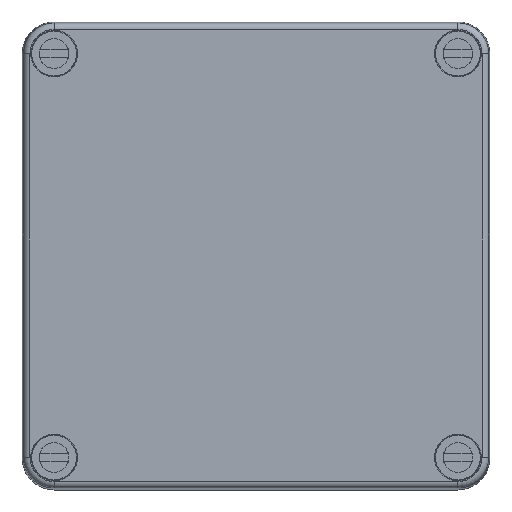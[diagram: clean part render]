
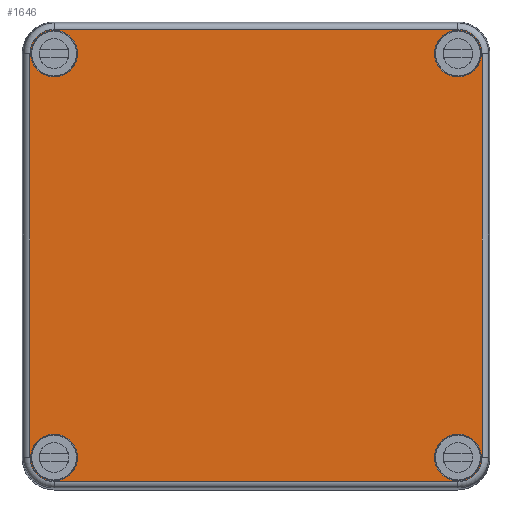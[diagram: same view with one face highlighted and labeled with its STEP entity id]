
A CAD part, top view. The second image highlights one B-rep face of the part: STEP entity #1646.
In plain terms, the highlighted planar face has unit normal (0, 0, 1).
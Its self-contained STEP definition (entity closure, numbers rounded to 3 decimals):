
#1646 = ADVANCED_FACE( '', ( #3499, #3500, #3501, #3502, #3503 ), #3504, .F. );
#3499 = FACE_BOUND( '', #5456, .T. );
#3500 = FACE_BOUND( '', #5457, .T. );
#3501 = FACE_BOUND( '', #5458, .T. );
#3502 = FACE_BOUND( '', #5459, .T. );
#3503 = FACE_OUTER_BOUND( '', #5460, .T. );
#3504 = PLANE( '', #5461 );
#5456 = EDGE_LOOP( '', ( #9890 ) );
#5457 = EDGE_LOOP( '', ( #9891 ) );
#5458 = EDGE_LOOP( '', ( #9892 ) );
#5459 = EDGE_LOOP( '', ( #9893 ) );
#5460 = EDGE_LOOP( '', ( #9894, #9895, #9896, #9897, #9898, #9899, #9900, #9901 ) );
#5461 = AXIS2_PLACEMENT_3D( '', #9902, #9903, #9904 );
#9890 = ORIENTED_EDGE( '', *, *, #12309, .F. );
#9891 = ORIENTED_EDGE( '', *, *, #11977, .F. );
#9892 = ORIENTED_EDGE( '', *, *, #12074, .F. );
#9893 = ORIENTED_EDGE( '', *, *, #12557, .F. );
#9894 = ORIENTED_EDGE( '', *, *, #12572, .T. );
#9895 = ORIENTED_EDGE( '', *, *, #12525, .F. );
#9896 = ORIENTED_EDGE( '', *, *, #12445, .T. );
#9897 = ORIENTED_EDGE( '', *, *, #12195, .T. );
#9898 = ORIENTED_EDGE( '', *, *, #11611, .F. );
#9899 = ORIENTED_EDGE( '', *, *, #12402, .T. );
#9900 = ORIENTED_EDGE( '', *, *, #12277, .F. );
#9901 = ORIENTED_EDGE( '', *, *, #11621, .F. );
#9902 = CARTESIAN_POINT( '', ( -53.173, 47.5, 39. ) );
#9903 = DIRECTION( '', ( 0., 0., -1. ) );
#9904 = DIRECTION( '', ( -1., 0., 0. ) );
#11611 = EDGE_CURVE( '', #14075, #14077, #14078, .T. );
#11621 = EDGE_CURVE( '', #14091, #14087, #14093, .T. );
#11977 = EDGE_CURVE( '', #14625, #14625, #14626, .T. );
#12074 = EDGE_CURVE( '', #14757, #14757, #14758, .T. );
#12195 = EDGE_CURVE( '', #14921, #14077, #14922, .T. );
#12277 = EDGE_CURVE( '', #14087, #15033, #15034, .T. );
#12309 = EDGE_CURVE( '', #15076, #15076, #15077, .T. );
#12402 = EDGE_CURVE( '', #14075, #15033, #15193, .T. );
#12445 = EDGE_CURVE( '', #15242, #14921, #15243, .T. );
#12525 = EDGE_CURVE( '', #15242, #15336, #15338, .T. );
#12557 = EDGE_CURVE( '', #15377, #15377, #15378, .T. );
#12572 = EDGE_CURVE( '', #14091, #15336, #15396, .T. );
#14075 = VERTEX_POINT( '', #17419 );
#14077 = VERTEX_POINT( '', #17421 );
#14078 = CIRCLE( '', #17422, 5.673 );
#14087 = VERTEX_POINT( '', #17432 );
#14091 = VERTEX_POINT( '', #17437 );
#14093 = LINE( '', #17439, #17440 );
#14625 = VERTEX_POINT( '', #18165 );
#14626 = CIRCLE( '', #18166, 5.5 );
#14757 = VERTEX_POINT( '', #18345 );
#14758 = CIRCLE( '', #18346, 5.5 );
#14921 = VERTEX_POINT( '', #18566 );
#14922 = LINE( '', #18567, #18568 );
#15033 = VERTEX_POINT( '', #18699 );
#15034 = CIRCLE( '', #18700, 5.673 );
#15076 = VERTEX_POINT( '', #18753 );
#15077 = CIRCLE( '', #18754, 5.5 );
#15193 = LINE( '', #18899, #18900 );
#15242 = VERTEX_POINT( '', #18965 );
#15243 = CIRCLE( '', #18966, 5.673 );
#15336 = VERTEX_POINT( '', #19082 );
#15338 = LINE( '', #19084, #19085 );
#15377 = VERTEX_POINT( '', #19132 );
#15378 = CIRCLE( '', #19133, 5.5 );
#15396 = CIRCLE( '', #19154, 5.673 );
#17419 = CARTESIAN_POINT( '', ( -53.173, 47.5, 39. ) );
#17421 = CARTESIAN_POINT( '', ( -47.5, 53.173, 39. ) );
#17422 = AXIS2_PLACEMENT_3D( '', #20462, #20463, #20464 );
#17432 = CARTESIAN_POINT( '', ( -47.5, -53.173, 39. ) );
#17437 = CARTESIAN_POINT( '', ( 47.5, -53.173, 39. ) );
#17439 = CARTESIAN_POINT( '', ( 47.5, -53.173, 39. ) );
#17440 = VECTOR( '', #20482, 1000. );
#18165 = CARTESIAN_POINT( '', ( 53., -47.5, 39. ) );
#18166 = AXIS2_PLACEMENT_3D( '', #20904, #20905, #20906 );
#18345 = CARTESIAN_POINT( '', ( -42., 47.5, 39. ) );
#18346 = AXIS2_PLACEMENT_3D( '', #21009, #21010, #21011 );
#18566 = CARTESIAN_POINT( '', ( 47.5, 53.173, 39. ) );
#18567 = CARTESIAN_POINT( '', ( 47.5, 53.173, 39. ) );
#18568 = VECTOR( '', #21180, 1000. );
#18699 = CARTESIAN_POINT( '', ( -53.173, -47.5, 39. ) );
#18700 = AXIS2_PLACEMENT_3D( '', #21288, #21289, #21290 );
#18753 = CARTESIAN_POINT( '', ( -42., -47.5, 39. ) );
#18754 = AXIS2_PLACEMENT_3D( '', #21329, #21330, #21331 );
#18899 = CARTESIAN_POINT( '', ( -53.173, 47.5, 39. ) );
#18900 = VECTOR( '', #21439, 1000. );
#18965 = CARTESIAN_POINT( '', ( 53.173, 47.5, 39. ) );
#18966 = AXIS2_PLACEMENT_3D( '', #21474, #21475, #21476 );
#19082 = CARTESIAN_POINT( '', ( 53.173, -47.5, 39. ) );
#19084 = CARTESIAN_POINT( '', ( 53.173, 47.5, 39. ) );
#19085 = VECTOR( '', #21554, 1000. );
#19132 = CARTESIAN_POINT( '', ( 53., 47.5, 39. ) );
#19133 = AXIS2_PLACEMENT_3D( '', #21593, #21594, #21595 );
#19154 = AXIS2_PLACEMENT_3D( '', #21605, #21606, #21607 );
#20462 = CARTESIAN_POINT( '', ( -47.5, 47.5, 39. ) );
#20463 = DIRECTION( '', ( 0., 0., -1. ) );
#20464 = DIRECTION( '', ( -1., 0., 0. ) );
#20482 = DIRECTION( '', ( -1., 0., 0. ) );
#20904 = CARTESIAN_POINT( '', ( 47.5, -47.5, 39. ) );
#20905 = DIRECTION( '', ( 0., 0., 1. ) );
#20906 = DIRECTION( '', ( 1., 0., 0. ) );
#21009 = CARTESIAN_POINT( '', ( -47.5, 47.5, 39. ) );
#21010 = DIRECTION( '', ( 0., 0., 1. ) );
#21011 = DIRECTION( '', ( 1., 0., 0. ) );
#21180 = DIRECTION( '', ( -1., 0., 0. ) );
#21288 = CARTESIAN_POINT( '', ( -47.5, -47.5, 39. ) );
#21289 = DIRECTION( '', ( 0., 0., -1. ) );
#21290 = DIRECTION( '', ( -1., 0., 0. ) );
#21329 = CARTESIAN_POINT( '', ( -47.5, -47.5, 39. ) );
#21330 = DIRECTION( '', ( 0., 0., 1. ) );
#21331 = DIRECTION( '', ( 1., 0., 0. ) );
#21439 = DIRECTION( '', ( 0., -1., 0. ) );
#21474 = CARTESIAN_POINT( '', ( 47.5, 47.5, 39. ) );
#21475 = DIRECTION( '', ( 0., 0., 1. ) );
#21476 = DIRECTION( '', ( 1., 0., 0. ) );
#21554 = DIRECTION( '', ( 0., -1., 0. ) );
#21593 = CARTESIAN_POINT( '', ( 47.5, 47.5, 39. ) );
#21594 = DIRECTION( '', ( 0., 0., 1. ) );
#21595 = DIRECTION( '', ( 1., 0., 0. ) );
#21605 = CARTESIAN_POINT( '', ( 47.5, -47.5, 39. ) );
#21606 = DIRECTION( '', ( 0., 0., 1. ) );
#21607 = DIRECTION( '', ( 1., 0., 0. ) );
